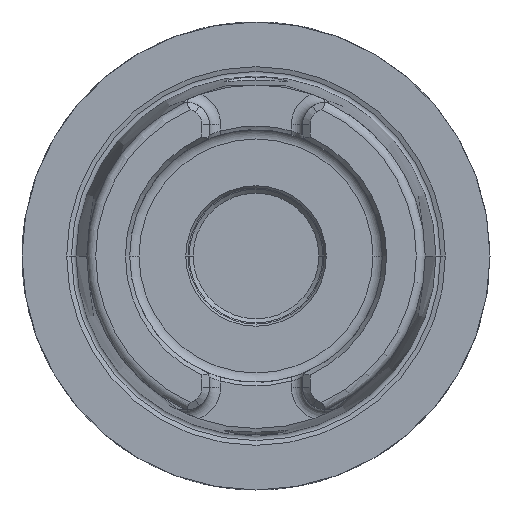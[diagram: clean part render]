
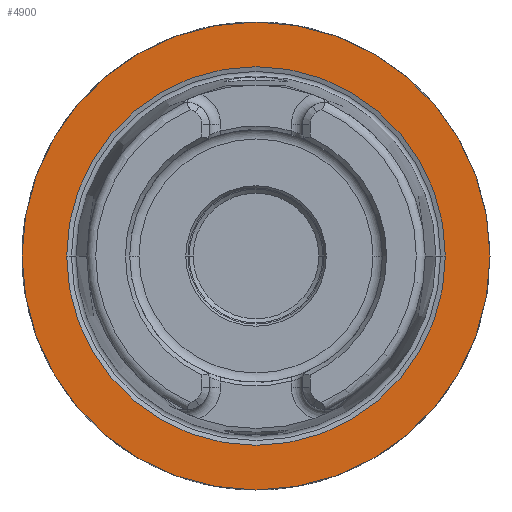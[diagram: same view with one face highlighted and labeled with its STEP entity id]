
A CAD part, left-side view. The second image highlights one B-rep face of the part: STEP entity #4900.
In plain terms, the highlighted planar face has unit normal (-1, 0, 0).
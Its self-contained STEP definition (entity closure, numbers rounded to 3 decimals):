
#1068=CARTESIAN_POINT('',(0.,0.,0.));
#1069=DIRECTION('',(1.,0.,0.));
#1070=DIRECTION('',(0.,1.,0.));
#1071=AXIS2_PLACEMENT_3D('',#1068,#1069,#1070);
#1073=CARTESIAN_POINT('',(0.,0.,0.));
#1074=DIRECTION('',(-1.,0.,0.));
#1075=DIRECTION('',(0.,1.,0.));
#1076=AXIS2_PLACEMENT_3D('',#1073,#1074,#1075);
#1078=CARTESIAN_POINT('',(0.,0.,0.));
#1079=DIRECTION('',(-1.,0.,0.));
#1080=DIRECTION('',(0.,-1.,0.));
#1081=AXIS2_PLACEMENT_3D('',#1078,#1079,#1080);
#1083=CARTESIAN_POINT('',(0.,0.,0.));
#1084=DIRECTION('',(-1.,0.,0.));
#1085=DIRECTION('',(0.,1.,0.));
#1086=AXIS2_PLACEMENT_3D('',#1083,#1084,#1085);
#3091=CARTESIAN_POINT('',(0.,31.5,0.));
#3092=CARTESIAN_POINT('',(0.,-31.5,0.));
#3093=VERTEX_POINT('',#3091);
#3094=VERTEX_POINT('',#3092);
#3119=CARTESIAN_POINT('',(0.,-25.49,0.));
#3120=VERTEX_POINT('',#3119);
#3121=CARTESIAN_POINT('',(0.,25.49,0.));
#3122=VERTEX_POINT('',#3121);
#4885=CARTESIAN_POINT('',(0.,0.,0.));
#4886=DIRECTION('',(1.,0.,0.));
#4887=DIRECTION('',(0.,-1.,0.));
#4888=AXIS2_PLACEMENT_3D('',#4885,#4886,#4887);
#4889=PLANE('',#4888);
#4891=ORIENTED_EDGE('',*,*,#4890,.T.);
#4893=ORIENTED_EDGE('',*,*,#4892,.F.);
#4894=EDGE_LOOP('',(#4891,#4893));
#4895=FACE_OUTER_BOUND('',#4894,.F.);
#4896=ORIENTED_EDGE('',*,*,#4880,.T.);
#4897=ORIENTED_EDGE('',*,*,#4864,.T.);
#4898=EDGE_LOOP('',(#4896,#4897));
#4899=FACE_BOUND('',#4898,.F.);
#4900=ADVANCED_FACE('',(#4895,#4899),#4889,.F.);
#1072=CIRCLE('',#1071,31.5);
#1077=CIRCLE('',#1076,31.5);
#1082=CIRCLE('',#1081,25.49);
#1087=CIRCLE('',#1086,25.49);
#4864=EDGE_CURVE('',#3122,#3120,#1087,.T.);
#4880=EDGE_CURVE('',#3120,#3122,#1082,.T.);
#4890=EDGE_CURVE('',#3093,#3094,#1072,.T.);
#4892=EDGE_CURVE('',#3093,#3094,#1077,.T.);
